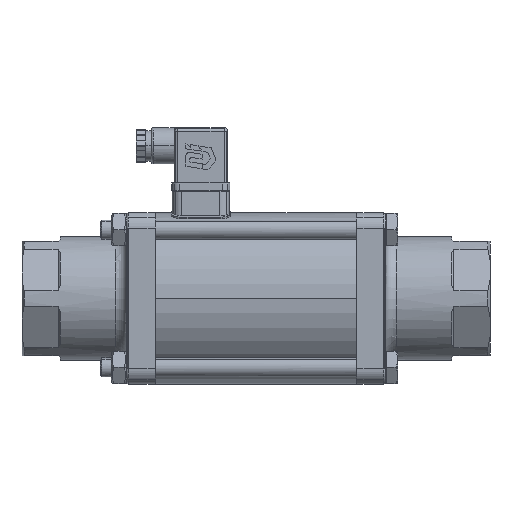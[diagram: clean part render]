
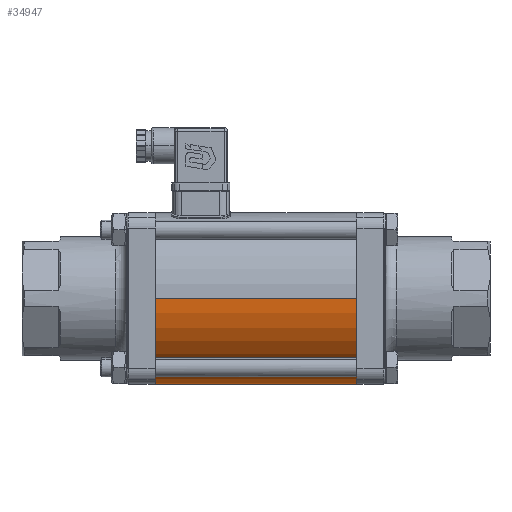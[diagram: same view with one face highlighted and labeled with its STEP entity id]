
A CAD part, front view. The second image highlights one B-rep face of the part: STEP entity #34947.
In plain terms, the highlighted cylindrical face has radius 45 mm (diameter 90 mm), a partial arc.
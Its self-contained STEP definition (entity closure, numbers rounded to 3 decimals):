
#4158=CARTESIAN_POINT('',(82.,-45.,-0.));
#4159=VERTEX_POINT('',#4158);
#5336=CARTESIAN_POINT('',(-24.,45.,-0.));
#5337=VERTEX_POINT('',#5336);
#5338=CARTESIAN_POINT('',(-24.,0.,-45.));
#5339=VERTEX_POINT('',#5338);
#5340=CARTESIAN_POINT('',(-24.,-0.,-0.));
#5341=DIRECTION('',(-1.,-0.,-0.));
#5342=DIRECTION('',(-0.,1.,0.));
#5343=AXIS2_PLACEMENT_3D('',#5340,#5341,#5342);
#5344=CIRCLE('',#5343,45.);
#5345=EDGE_CURVE('',#5337,#5339,#5344,.T.);
#6097=CARTESIAN_POINT('',(82.,0.,-45.));
#6098=VERTEX_POINT('',#6097);
#6099=CARTESIAN_POINT('',(82.,0.,0.));
#6100=DIRECTION('',(1.,0.,0.));
#6101=DIRECTION('',(-0.,1.,0.));
#6102=AXIS2_PLACEMENT_3D('',#6099,#6100,#6101);
#6103=CIRCLE('',#6102,45.);
#6104=EDGE_CURVE('',#4159,#6098,#6103,.T.);
#6856=CARTESIAN_POINT('',(-24.,-45.,-0.));
#6857=VERTEX_POINT('',#6856);
#6858=CARTESIAN_POINT('',(-24.,-0.,-0.));
#6859=DIRECTION('',(-1.,-0.,-0.));
#6860=DIRECTION('',(-0.,1.,0.));
#6861=AXIS2_PLACEMENT_3D('',#6858,#6859,#6860);
#6862=CIRCLE('',#6861,45.);
#6863=EDGE_CURVE('',#5339,#6857,#6862,.T.);
#7534=CARTESIAN_POINT('',(82.,45.,0.));
#7535=VERTEX_POINT('',#7534);
#8293=CARTESIAN_POINT('',(82.,0.,0.));
#8294=DIRECTION('',(1.,0.,0.));
#8295=DIRECTION('',(-0.,1.,0.));
#8296=AXIS2_PLACEMENT_3D('',#8293,#8294,#8295);
#8297=CIRCLE('',#8296,45.);
#8298=EDGE_CURVE('',#6098,#7535,#8297,.T.);
#34924=CARTESIAN_POINT('',(82.,0.,0.));
#34925=DIRECTION('',(-1.,-0.,-0.));
#34926=DIRECTION('',(-0.,1.,0.));
#34927=AXIS2_PLACEMENT_3D('',#34924,#34925,#34926);
#34928=CYLINDRICAL_SURFACE('',#34927,45.);
#34929=CARTESIAN_POINT('',(-24.,45.,-0.));
#34930=DIRECTION('',(1.,0.,0.));
#34931=VECTOR('',#34930,106.);
#34932=LINE('',#34929,#34931);
#34933=EDGE_CURVE('',#5337,#7535,#34932,.T.);
#34934=ORIENTED_EDGE('',*,*,#34933,.T.);
#34935=ORIENTED_EDGE('',*,*,#8298,.F.);
#34936=ORIENTED_EDGE('',*,*,#6104,.F.);
#34937=CARTESIAN_POINT('',(-24.,-45.,0.));
#34938=DIRECTION('',(1.,0.,0.));
#34939=VECTOR('',#34938,106.);
#34940=LINE('',#34937,#34939);
#34941=EDGE_CURVE('',#6857,#4159,#34940,.T.);
#34942=ORIENTED_EDGE('',*,*,#34941,.F.);
#34943=ORIENTED_EDGE('',*,*,#6863,.F.);
#34944=ORIENTED_EDGE('',*,*,#5345,.F.);
#34945=EDGE_LOOP('',(#34934,#34935,#34936,#34942,#34943,#34944));
#34946=FACE_BOUND('',#34945,.T.);
#34947=ADVANCED_FACE('',(#34946),#34928,.T.);
